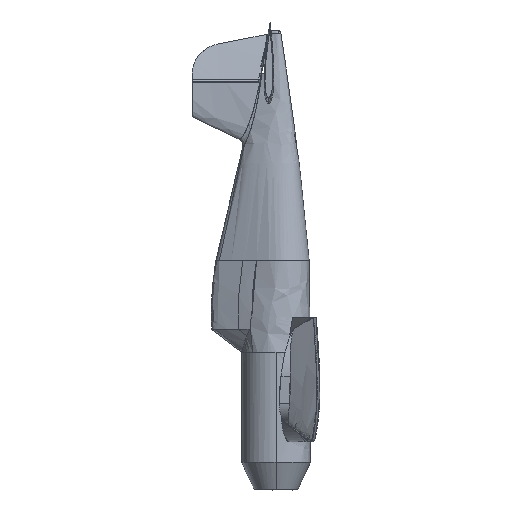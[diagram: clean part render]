
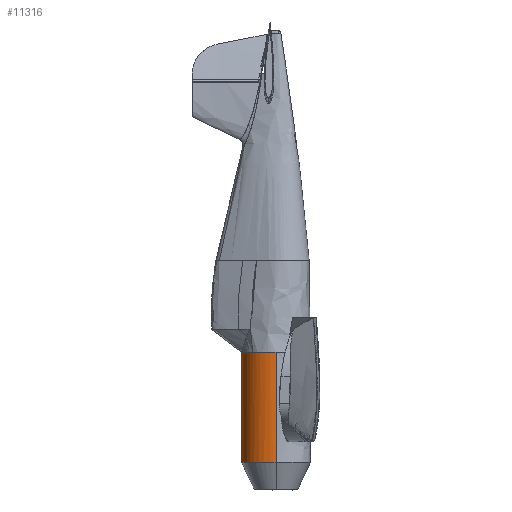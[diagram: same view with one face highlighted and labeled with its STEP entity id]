
A CAD part, left-side view. The second image highlights one B-rep face of the part: STEP entity #11316.
In plain terms, the highlighted free-form (B-spline) face has degree [2, 1] with [5, 2] control points.
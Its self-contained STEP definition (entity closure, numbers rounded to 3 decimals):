
#11316 = ADVANCED_FACE('',(#11317),#11400,.T.);
#11317 = FACE_BOUND('',#11318,.T.);
#11318 = EDGE_LOOP('',(#11319,#11330,#11342,#11354,#11361,#11371,#11378,
    #11390));
#11319 = ORIENTED_EDGE('',*,*,#11320,.F.);
#11320 = EDGE_CURVE('',#11321,#11323,#11325,.T.);
#11321 = VERTEX_POINT('',#11322);
#11322 = CARTESIAN_POINT('',(0.001,706.903,
    2262.091));
#11323 = VERTEX_POINT('',#11324);
#11324 = CARTESIAN_POINT('',(17.653,706.683,
    2262.091));
#11325 = B_SPLINE_CURVE_WITH_KNOTS('',3,(#11326,#11327,#11328,#11329),
  .UNSPECIFIED.,.F.,.F.,(4,4),(0.,1.),.PIECEWISE_BEZIER_KNOTS.);
#11326 = CARTESIAN_POINT('',(0.001,706.903,
    2262.091));
#11327 = CARTESIAN_POINT('',(5.883,706.904,
    2262.091));
#11328 = CARTESIAN_POINT('',(11.767,706.83,
    2262.091));
#11329 = CARTESIAN_POINT('',(17.653,706.683,
    2262.091));
#11330 = ORIENTED_EDGE('',*,*,#11331,.F.);
#11331 = EDGE_CURVE('',#11332,#11321,#11334,.T.);
#11332 = VERTEX_POINT('',#11333);
#11333 = CARTESIAN_POINT('',(-522.247,476.414,
    2262.091));
#11334 = ( BOUNDED_CURVE() B_SPLINE_CURVE(6,(#11335,#11336,#11337,#11338
    ,#11339,#11340,#11341),.UNSPECIFIED.,.F.,.F.) 
B_SPLINE_CURVE_WITH_KNOTS((7,7),(0.,1.),.PIECEWISE_BEZIER_KNOTS.) CURVE(
) GEOMETRIC_REPRESENTATION_ITEM() RATIONAL_B_SPLINE_CURVE((
    1.009,1.003,0.999,0.998,
0.999,1.003,1.009)) REPRESENTATION_ITEM('') 
  );
#11335 = CARTESIAN_POINT('',(-522.247,476.414,
    2262.091));
#11336 = CARTESIAN_POINT('',(-455.86,549.188,
    2262.091));
#11337 = CARTESIAN_POINT('',(-377.798,610.377,
    2262.091));
#11338 = CARTESIAN_POINT('',(-290.391,657.976,
    2262.091));
#11339 = CARTESIAN_POINT('',(-196.318,690.471,
    2262.091));
#11340 = CARTESIAN_POINT('',(-98.504,706.904,
    2262.091));
#11341 = CARTESIAN_POINT('',(0.001,706.903,
    2262.091));
#11342 = ORIENTED_EDGE('',*,*,#11343,.F.);
#11343 = EDGE_CURVE('',#11344,#11332,#11346,.T.);
#11344 = VERTEX_POINT('',#11345);
#11345 = CARTESIAN_POINT('',(-706.903,0.,
    2262.091));
#11346 = ( BOUNDED_CURVE() B_SPLINE_CURVE(6,(#11347,#11348,#11349,#11350
    ,#11351,#11352,#11353),.UNSPECIFIED.,.F.,.F.) 
B_SPLINE_CURVE_WITH_KNOTS((7,7),(0.,1.),.PIECEWISE_BEZIER_KNOTS.) CURVE(
) GEOMETRIC_REPRESENTATION_ITEM() RATIONAL_B_SPLINE_CURVE((
    1.007,1.002,1.,0.999,
1.,1.002,1.007)) REPRESENTATION_ITEM('') 
  );
#11347 = CARTESIAN_POINT('',(-706.903,0.,
    2262.091));
#11348 = CARTESIAN_POINT('',(-706.903,87.53,
    2262.091));
#11349 = CARTESIAN_POINT('',(-693.922,174.575,
    2262.091));
#11350 = CARTESIAN_POINT('',(-668.191,258.988,
    2262.091));
#11351 = CARTESIAN_POINT('',(-630.31,338.693,
    2262.091));
#11352 = CARTESIAN_POINT('',(-581.237,411.749,
    2262.091));
#11353 = CARTESIAN_POINT('',(-522.247,476.414,
    2262.091));
#11354 = ORIENTED_EDGE('',*,*,#11355,.F.);
#11355 = EDGE_CURVE('',#11356,#11344,#11358,.T.);
#11356 = VERTEX_POINT('',#11357);
#11357 = CARTESIAN_POINT('',(-706.903,0.,0.));
#11358 = B_SPLINE_CURVE_WITH_KNOTS('',1,(#11359,#11360),.UNSPECIFIED.,
  .F.,.F.,(2,2),(0.,2438.4),.PIECEWISE_BEZIER_KNOTS.);
#11359 = CARTESIAN_POINT('',(-706.903,0.,0.));
#11360 = CARTESIAN_POINT('',(-706.903,0.,2262.091));
#11361 = ORIENTED_EDGE('',*,*,#11362,.F.);
#11362 = EDGE_CURVE('',#11363,#11356,#11365,.T.);
#11363 = VERTEX_POINT('',#11364);
#11364 = CARTESIAN_POINT('',(706.903,0.,0.));
#11365 = ( BOUNDED_CURVE() B_SPLINE_CURVE(2,(#11366,#11367,#11368,#11369
,#11370),.UNSPECIFIED.,.F.,.F.) B_SPLINE_CURVE_WITH_KNOTS((3,2,3),(0.,
1.571,3.142),.PIECEWISE_BEZIER_KNOTS.) CURVE() 
GEOMETRIC_REPRESENTATION_ITEM() RATIONAL_B_SPLINE_CURVE((1.,
0.707,1.,0.707,1.)) REPRESENTATION_ITEM('') );
#11366 = CARTESIAN_POINT('',(706.903,0.,0.));
#11367 = CARTESIAN_POINT('',(706.903,706.903,0.));
#11368 = CARTESIAN_POINT('',(0.,706.903,0.));
#11369 = CARTESIAN_POINT('',(-706.903,706.903,0.));
#11370 = CARTESIAN_POINT('',(-706.903,0.,0.));
#11371 = ORIENTED_EDGE('',*,*,#11372,.F.);
#11372 = EDGE_CURVE('',#11373,#11363,#11375,.T.);
#11373 = VERTEX_POINT('',#11374);
#11374 = CARTESIAN_POINT('',(706.903,0.,
    2262.091));
#11375 = B_SPLINE_CURVE_WITH_KNOTS('',1,(#11376,#11377),.UNSPECIFIED.,
  .F.,.F.,(2,2),(0.,2438.4),.PIECEWISE_BEZIER_KNOTS.);
#11376 = CARTESIAN_POINT('',(706.903,0.,2262.091));
#11377 = CARTESIAN_POINT('',(706.903,0.,0.));
#11378 = ORIENTED_EDGE('',*,*,#11379,.F.);
#11379 = EDGE_CURVE('',#11380,#11373,#11382,.T.);
#11380 = VERTEX_POINT('',#11381);
#11381 = CARTESIAN_POINT('',(527.386,470.719,
    2262.091));
#11382 = ( BOUNDED_CURVE() B_SPLINE_CURVE(6,(#11383,#11384,#11385,#11386
    ,#11387,#11388,#11389),.UNSPECIFIED.,.F.,.F.) 
B_SPLINE_CURVE_WITH_KNOTS((7,7),(0.,1.),.PIECEWISE_BEZIER_KNOTS.) CURVE(
) GEOMETRIC_REPRESENTATION_ITEM() RATIONAL_B_SPLINE_CURVE((
    1.007,1.002,1.,0.999,
1.,1.002,1.007)) REPRESENTATION_ITEM('') 
  );
#11383 = CARTESIAN_POINT('',(527.386,470.719,
    2262.091));
#11384 = CARTESIAN_POINT('',(584.808,406.384,
    2262.091));
#11385 = CARTESIAN_POINT('',(632.521,334.004,
    2262.091));
#11386 = CARTESIAN_POINT('',(669.32,255.257,
    2262.091));
#11387 = CARTESIAN_POINT('',(694.303,172.004,
    2262.091));
#11388 = CARTESIAN_POINT('',(706.903,86.234,
    2262.091));
#11389 = CARTESIAN_POINT('',(706.903,0.,
    2262.091));
#11390 = ORIENTED_EDGE('',*,*,#11391,.F.);
#11391 = EDGE_CURVE('',#11323,#11380,#11392,.T.);
#11392 = ( BOUNDED_CURVE() B_SPLINE_CURVE(6,(#11393,#11394,#11395,#11396
    ,#11397,#11398,#11399),.UNSPECIFIED.,.F.,.F.) 
B_SPLINE_CURVE_WITH_KNOTS((7,7),(0.,1.),.PIECEWISE_BEZIER_KNOTS.) CURVE(
) GEOMETRIC_REPRESENTATION_ITEM() RATIONAL_B_SPLINE_CURVE((
    1.008,1.003,0.999,0.998,
0.999,1.003,1.008)) REPRESENTATION_ITEM('') 
  );
#11393 = CARTESIAN_POINT('',(17.675,706.682,
    2262.091));
#11394 = CARTESIAN_POINT('',(114.454,704.262,
    2262.091));
#11395 = CARTESIAN_POINT('',(210.18,685.989,
    2262.091));
#11396 = CARTESIAN_POINT('',(301.966,652.284,
    2262.091));
#11397 = CARTESIAN_POINT('',(387.053,604.109,
    2262.091));
#11398 = CARTESIAN_POINT('',(462.922,542.943,
    2262.091));
#11399 = CARTESIAN_POINT('',(527.386,470.719,
    2262.091));
#11400 = ( BOUNDED_SURFACE() B_SPLINE_SURFACE(2,1,(
    (#11401,#11402)
    ,(#11403,#11404)
    ,(#11405,#11406)
    ,(#11407,#11408)
    ,(#11409,#11410
)),.UNSPECIFIED.,.F.,.F.,.F.) B_SPLINE_SURFACE_WITH_KNOTS((3,2,3),(2,2),
  (3.142,4.712,6.283),(0.,2438.4),
.PIECEWISE_BEZIER_KNOTS.) GEOMETRIC_REPRESENTATION_ITEM() 
RATIONAL_B_SPLINE_SURFACE((
    (1.,1.)
    ,(0.707,0.707)
    ,(1.,1.)
    ,(0.707,0.707)
,(1.,1.))) REPRESENTATION_ITEM('') SURFACE() );
#11401 = CARTESIAN_POINT('',(706.903,0.,
    2262.091));
#11402 = CARTESIAN_POINT('',(706.903,0.,
    0.));
#11403 = CARTESIAN_POINT('',(706.903,706.903,
    2262.091));
#11404 = CARTESIAN_POINT('',(706.903,706.903,
    0.));
#11405 = CARTESIAN_POINT('',(0.,706.903,
    2262.091));
#11406 = CARTESIAN_POINT('',(0.,706.903,
    0.));
#11407 = CARTESIAN_POINT('',(-706.903,706.903,
    2262.091));
#11408 = CARTESIAN_POINT('',(-706.903,706.903,
    0.));
#11409 = CARTESIAN_POINT('',(-706.903,0.,
    2262.091));
#11410 = CARTESIAN_POINT('',(-706.903,0.,
    0.));
